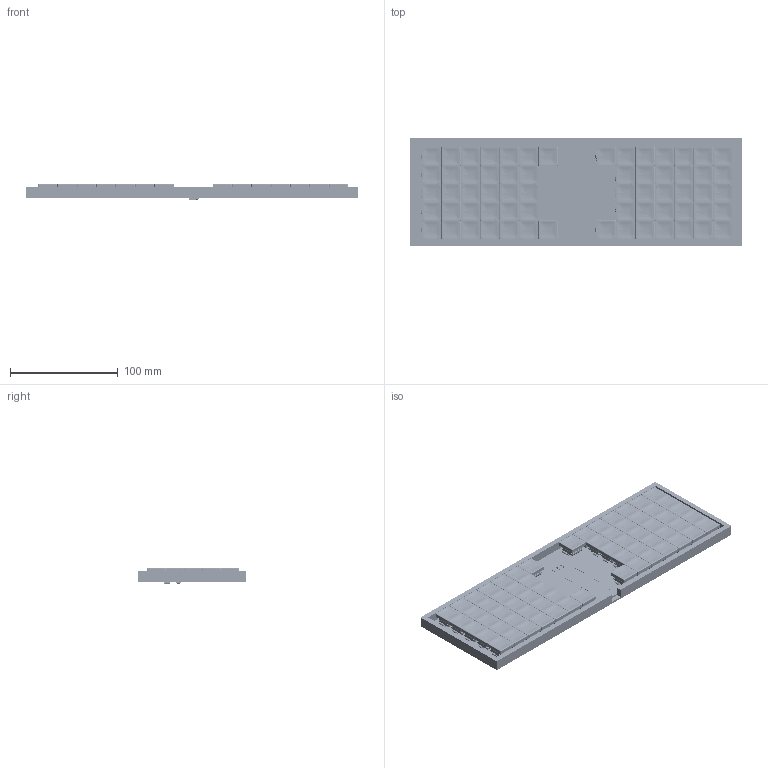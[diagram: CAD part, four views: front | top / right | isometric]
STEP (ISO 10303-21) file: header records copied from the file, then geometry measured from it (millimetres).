
FILE_DESCRIPTION(/* description */ (''),/* implementation_level */ '2;1');
FILE_NAME(/* name */ 'Klawiaturav2.step',/* time_stamp */ '2025-11-13T20:53:05+01:00',/* author */ (''),/* organization */ (''),/* preprocessor_version */ 'ST-DEVELOPER v20.1',/* originating_system */ 'Autodesk Translation Framework v14.17.0.0',/* authorisation */ '');
FILE_SCHEMA (('AUTOMOTIVE_DESIGN { 1 0 10303 214 3 1 1 }'));
Length unit declared in the file: millimetre
Products named in the file (8): 2025-11-11-11-56-58-559; 2025-11-13-19-42-09-559; 2025-11-13-19-42-09-564; 2025-11-13-19-42-09-565; 2025-11-13-19-42-09-566; 2025-11-13-19-42-09-562; 2025-11-13-19-42-09-563; 2025-11-13-19-42-09-561
Assembly tree (196 placements, depth 4):
  2025-11-11-11-56-58-559
    2025-11-13-19-42-09-559
      2025-11-13-19-42-09-561  x64
      2025-11-13-19-42-09-562  x64
      2025-11-13-19-42-09-563  x64
      2025-11-13-19-42-09-564
        2025-11-13-19-42-09-565
      2025-11-13-19-42-09-566
Bounding box: 308 x 100 x 14.88 mm (x, y, z)
Volume: 250980.9 mm3; surface area: 261771.3 mm2
Topology: 259 solids, 259 shells, 22493 faces, 57549 edges, 37140 vertices
Faces by surface type: plane 13297, cylinder 4842, cone 2112, bspline 1984, torus 258
Full cylindrical faces by diameter (mm): 0.5 x192, 0.8 x128, 0.991 x64, 1 x83, 1.15 x4, 1.27 x128, 1.702 x128, 1.8 x128, 1.85 x2, 2 x128, 2.02 x64, 2.1 x4, 2.2 x2, 3.2 x64, 3.429 x64
Entity records: 53850 total; most frequent: CARTESIAN_POINT 11275, DIRECTION 8768, ORIENTED_EDGE 7998, EDGE_CURVE 3999, AXIS2_PLACEMENT_3D 3269, VERTEX_POINT 2679, EDGE_LOOP 2656, LINE 2230
